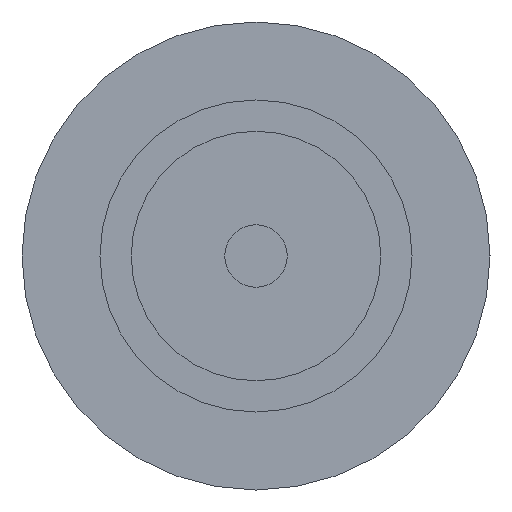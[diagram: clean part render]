
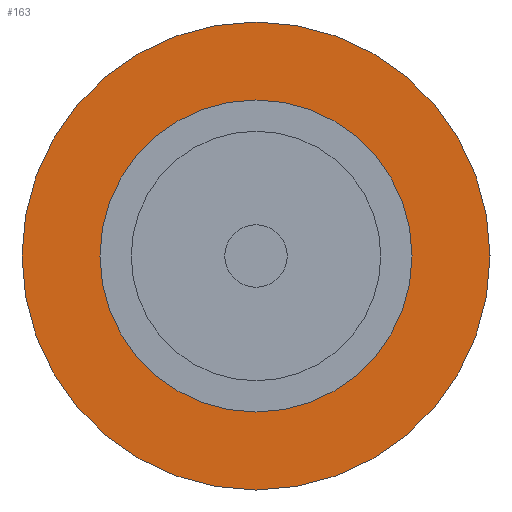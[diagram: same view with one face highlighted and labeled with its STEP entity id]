
A CAD part, left-side view. The second image highlights one B-rep face of the part: STEP entity #163.
In plain terms, the highlighted planar face has unit normal (-1, 0, 0).
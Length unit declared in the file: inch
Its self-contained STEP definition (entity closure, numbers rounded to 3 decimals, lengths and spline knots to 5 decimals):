
#10 = ORIENTED_EDGE ( 'NONE', *, *, #65, .F. ) ;
#24 = DIRECTION ( 'NONE',  ( 0., 0., 1. ) ) ;
#52 = DIRECTION ( 'NONE',  ( 1., 0., 0. ) ) ;
#53 = DIRECTION ( 'NONE',  ( 0., 0., -1. ) ) ;
#65 = EDGE_CURVE ( 'NONE', #180, #101, #82, .T. ) ;
#78 = DIRECTION ( 'NONE',  ( 1., 0., 0. ) ) ;
#79 = EDGE_CURVE ( 'NONE', #151, #220, #319, .T. ) ;
#82 = CIRCLE ( 'NONE', #352, 0.11811 ) ;
#83 = PLANE ( 'NONE',  #298 ) ;
#86 = CARTESIAN_POINT ( 'NONE',  ( -0.35, 0., 0. ) ) ;
#87 = AXIS2_PLACEMENT_3D ( 'NONE', #86, #52, #53 ) ;
#90 = EDGE_CURVE ( 'NONE', #101, #180, #383, .T. ) ;
#95 = DIRECTION ( 'NONE',  ( 1., 0., 0. ) ) ;
#101 = VERTEX_POINT ( 'NONE', #269 ) ;
#118 = FACE_BOUND ( 'NONE', #289, .T. ) ;
#124 = CARTESIAN_POINT ( 'NONE',  ( -0.35, 0., 0. ) ) ;
#125 = ORIENTED_EDGE ( 'NONE', *, *, #90, .F. ) ;
#133 = DIRECTION ( 'NONE',  ( 1., 0., 0. ) ) ;
#140 = CIRCLE ( 'NONE', #149, 0.07874 ) ;
#149 = AXIS2_PLACEMENT_3D ( 'NONE', #124, #95, #218 ) ;
#151 = VERTEX_POINT ( 'NONE', #272 ) ;
#156 = ORIENTED_EDGE ( 'NONE', *, *, #79, .T. ) ;
#162 = AXIS2_PLACEMENT_3D ( 'NONE', #354, #78, #387 ) ;
#163 = ADVANCED_FACE ( 'NONE', ( #118, #237 ), #83, .T. ) ;
#165 = CARTESIAN_POINT ( 'NONE',  ( -0.35, 0., 0. ) ) ;
#168 = DIRECTION ( 'NONE',  ( -1., 0., 0. ) ) ;
#180 = VERTEX_POINT ( 'NONE', #308 ) ;
#185 = CARTESIAN_POINT ( 'NONE',  ( -0.35, 0., -0.07874 ) ) ;
#199 = CARTESIAN_POINT ( 'NONE',  ( -0.35, 0.07874, 0. ) ) ;
#218 = DIRECTION ( 'NONE',  ( 0., 0., -1. ) ) ;
#220 = VERTEX_POINT ( 'NONE', #185 ) ;
#233 = EDGE_LOOP ( 'NONE', ( #125, #10 ) ) ;
#237 = FACE_OUTER_BOUND ( 'NONE', #233, .T. ) ;
#261 = DIRECTION ( 'NONE',  ( 0., 0., -1. ) ) ;
#269 = CARTESIAN_POINT ( 'NONE',  ( -0.35, 0., -0.11811 ) ) ;
#272 = CARTESIAN_POINT ( 'NONE',  ( -0.35, 0., 0.07874 ) ) ;
#289 = EDGE_LOOP ( 'NONE', ( #334, #156 ) ) ;
#298 = AXIS2_PLACEMENT_3D ( 'NONE', #199, #168, #24 ) ;
#302 = EDGE_CURVE ( 'NONE', #220, #151, #140, .T. ) ;
#308 = CARTESIAN_POINT ( 'NONE',  ( -0.35, 0., 0.11811 ) ) ;
#319 = CIRCLE ( 'NONE', #162, 0.07874 ) ;
#334 = ORIENTED_EDGE ( 'NONE', *, *, #302, .T. ) ;
#352 = AXIS2_PLACEMENT_3D ( 'NONE', #165, #133, #261 ) ;
#354 = CARTESIAN_POINT ( 'NONE',  ( -0.35, 0., 0. ) ) ;
#383 = CIRCLE ( 'NONE', #87, 0.11811 ) ;
#387 = DIRECTION ( 'NONE',  ( 0., 0., -1. ) ) ;
